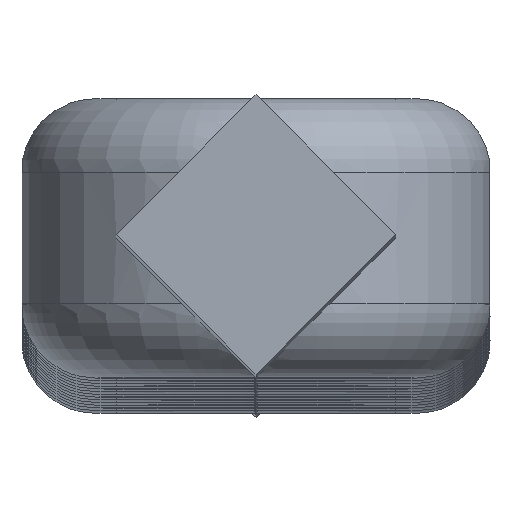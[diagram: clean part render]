
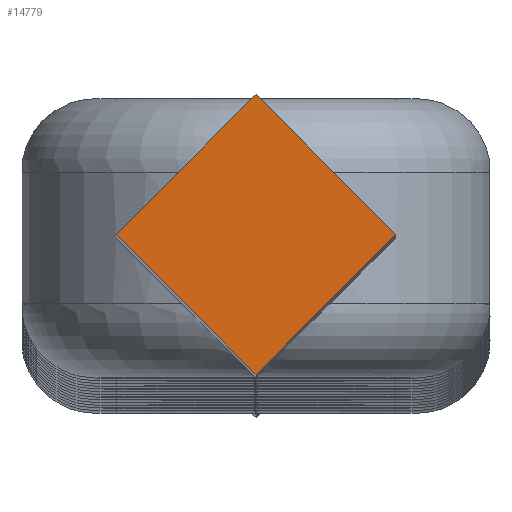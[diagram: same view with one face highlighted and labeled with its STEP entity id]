
A CAD part, top view. The second image highlights one B-rep face of the part: STEP entity #14779.
In plain terms, the highlighted planar face has unit normal (0, 0, 1).
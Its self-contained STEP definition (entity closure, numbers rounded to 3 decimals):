
#1119 = ORIENTED_EDGE ( 'NONE', *, *, #20061, .T. ) ;
#1404 = CARTESIAN_POINT ( 'NONE',  ( 0., -11.314, 1000. ) ) ;
#1551 = VECTOR ( 'NONE', #17588, 1000. ) ;
#1745 = VECTOR ( 'NONE', #7430, 1000. ) ;
#2450 = CARTESIAN_POINT ( 'NONE',  ( 0., -11.314, 1000. ) ) ;
#2879 = DIRECTION ( 'NONE',  ( -0.707, 0.707, 0. ) ) ;
#2942 = ORIENTED_EDGE ( 'NONE', *, *, #16527, .T. ) ;
#3426 = CARTESIAN_POINT ( 'NONE',  ( 11.314, 0., 1000. ) ) ;
#3762 = CARTESIAN_POINT ( 'NONE',  ( 11.314, 0., 1000. ) ) ;
#4015 = VERTEX_POINT ( 'NONE', #3426 ) ;
#4264 = DIRECTION ( 'NONE',  ( -0.707, -0.707, 0. ) ) ;
#4708 = LINE ( 'NONE', #3762, #1551 ) ;
#5007 = EDGE_CURVE ( 'NONE', #13670, #4015, #4708, .T. ) ;
#5126 = CARTESIAN_POINT ( 'NONE',  ( 0., 11.314, 1000. ) ) ;
#5311 = PLANE ( 'NONE',  #9039 ) ;
#5876 = CARTESIAN_POINT ( 'NONE',  ( -11.314, 0., 1000. ) ) ;
#6093 = ORIENTED_EDGE ( 'NONE', *, *, #5007, .T. ) ;
#7430 = DIRECTION ( 'NONE',  ( 0.707, -0.707, 0. ) ) ;
#7437 = VECTOR ( 'NONE', #2879, 1000. ) ;
#8936 = CARTESIAN_POINT ( 'NONE',  ( 0., 11.314, 1000. ) ) ;
#9039 = AXIS2_PLACEMENT_3D ( 'NONE', #19332, #12969, #11575 ) ;
#9422 = LINE ( 'NONE', #5876, #18371 ) ;
#9505 = CARTESIAN_POINT ( 'NONE',  ( -11.314, 0., 1000. ) ) ;
#9515 = VERTEX_POINT ( 'NONE', #5126 ) ;
#11575 = DIRECTION ( 'NONE',  ( -1., 0., 0. ) ) ;
#12772 = ORIENTED_EDGE ( 'NONE', *, *, #16191, .T. ) ;
#12903 = VERTEX_POINT ( 'NONE', #9505 ) ;
#12969 = DIRECTION ( 'NONE',  ( 0., 0., -1. ) ) ;
#13670 = VERTEX_POINT ( 'NONE', #2450 ) ;
#14001 = FACE_OUTER_BOUND ( 'NONE', #15944, .T. ) ;
#14779 = ADVANCED_FACE ( 'NONE', ( #14001 ), #5311, .F. ) ;
#15944 = EDGE_LOOP ( 'NONE', ( #2942, #12772, #1119, #6093 ) ) ;
#16191 = EDGE_CURVE ( 'NONE', #9515, #12903, #9422, .T. ) ;
#16527 = EDGE_CURVE ( 'NONE', #4015, #9515, #20050, .T. ) ;
#17588 = DIRECTION ( 'NONE',  ( 0.707, 0.707, 0. ) ) ;
#18371 = VECTOR ( 'NONE', #4264, 1000. ) ;
#18985 = LINE ( 'NONE', #1404, #1745 ) ;
#19332 = CARTESIAN_POINT ( 'NONE',  ( 0., 0., 1000. ) ) ;
#20050 = LINE ( 'NONE', #8936, #7437 ) ;
#20061 = EDGE_CURVE ( 'NONE', #12903, #13670, #18985, .T. ) ;
